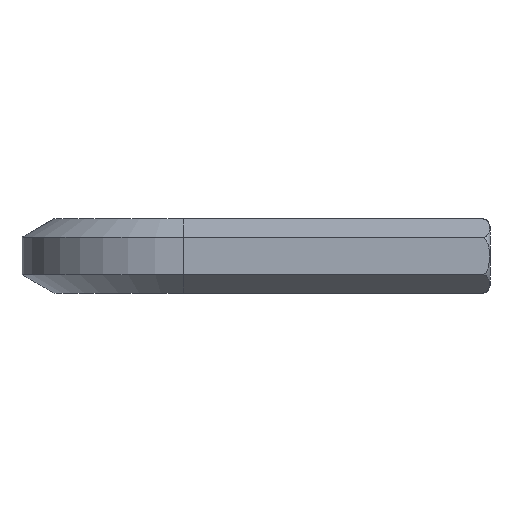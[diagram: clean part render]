
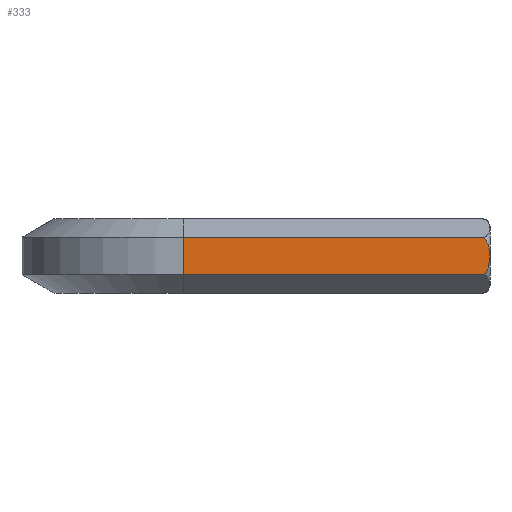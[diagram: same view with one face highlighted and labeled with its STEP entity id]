
A CAD part, left-side view. The second image highlights one B-rep face of the part: STEP entity #333.
In plain terms, the highlighted planar face has unit normal (-1, 0, 0).
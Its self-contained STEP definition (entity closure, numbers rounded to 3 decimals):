
#30=LINE('',#750,#54);
#41=LINE('',#782,#65);
#44=LINE('',#789,#68);
#54=VECTOR('',#423,10.);
#65=VECTOR('',#464,10.);
#68=VECTOR('',#475,10.);
#79=PLANE('',#388);
#101=FACE_OUTER_BOUND('',#123,.T.);
#123=EDGE_LOOP('',(#303,#304,#305,#306));
#137=B_SPLINE_CURVE_WITH_KNOTS('',3,(#707,#708,#709,#710,#711,#712,#713,
#714,#715,#716,#717,#718,#719,#720,#721,#722,#723,#724,#725),
 .UNSPECIFIED.,.F.,.F.,(4,2,2,2,3,2,2,2,4),(-0.127,-0.117,
-0.103,-0.082,0.,0.082,0.103,
0.117,0.127),.UNSPECIFIED.);
#165=VERTEX_POINT('',#686);
#166=VERTEX_POINT('',#706);
#168=VERTEX_POINT('',#748);
#174=VERTEX_POINT('',#781);
#196=EDGE_CURVE('',#166,#165,#137,.T.);
#200=EDGE_CURVE('',#165,#168,#30,.T.);
#216=EDGE_CURVE('',#174,#168,#41,.T.);
#220=EDGE_CURVE('',#166,#174,#44,.T.);
#303=ORIENTED_EDGE('',*,*,#196,.T.);
#304=ORIENTED_EDGE('',*,*,#200,.T.);
#305=ORIENTED_EDGE('',*,*,#216,.F.);
#306=ORIENTED_EDGE('',*,*,#220,.F.);
#333=ADVANCED_FACE('',(#101),#79,.T.);
#388=AXIS2_PLACEMENT_3D('',#788,#473,#474);
#423=DIRECTION('',(0.,1.,0.));
#464=DIRECTION('',(0.,0.,1.));
#473=DIRECTION('center_axis',(-1.,0.,0.));
#474=DIRECTION('ref_axis',(0.,0.,1.));
#475=DIRECTION('',(0.,1.,0.));
#686=CARTESIAN_POINT('',(-1.995,0.5,1.152));
#706=CARTESIAN_POINT('',(-1.995,0.5,-1.152));
#707=CARTESIAN_POINT('Ctrl Pts',(-1.995,0.5,-1.152));
#708=CARTESIAN_POINT('Ctrl Pts',(-1.995,0.465,-1.152));
#709=CARTESIAN_POINT('Ctrl Pts',(-1.995,0.423,-1.142));
#710=CARTESIAN_POINT('Ctrl Pts',(-1.995,0.35,-1.109));
#711=CARTESIAN_POINT('Ctrl Pts',(-1.995,0.307,-1.076));
#712=CARTESIAN_POINT('Ctrl Pts',(-1.995,0.228,-0.99));
#713=CARTESIAN_POINT('Ctrl Pts',(-1.995,0.186,-0.916));
#714=CARTESIAN_POINT('Ctrl Pts',(-1.995,0.053,-0.599));
#715=CARTESIAN_POINT('Ctrl Pts',(-1.995,0.038,-0.272));
#716=CARTESIAN_POINT('Ctrl Pts',(-1.995,0.038,0.));
#717=CARTESIAN_POINT('Ctrl Pts',(-1.995,0.038,0.272));
#718=CARTESIAN_POINT('Ctrl Pts',(-1.995,0.053,0.599));
#719=CARTESIAN_POINT('Ctrl Pts',(-1.995,0.186,0.916));
#720=CARTESIAN_POINT('Ctrl Pts',(-1.995,0.228,0.99));
#721=CARTESIAN_POINT('Ctrl Pts',(-1.995,0.307,1.076));
#722=CARTESIAN_POINT('Ctrl Pts',(-1.995,0.35,1.109));
#723=CARTESIAN_POINT('Ctrl Pts',(-1.995,0.423,1.142));
#724=CARTESIAN_POINT('Ctrl Pts',(-1.995,0.465,1.152));
#725=CARTESIAN_POINT('Ctrl Pts',(-1.995,0.5,1.152));
#748=CARTESIAN_POINT('',(-1.995,19.005,1.152));
#750=CARTESIAN_POINT('',(-1.995,0.,1.152));
#781=CARTESIAN_POINT('',(-1.995,19.005,-1.152));
#782=CARTESIAN_POINT('',(-1.995,19.005,1.152));
#788=CARTESIAN_POINT('Origin',(-1.995,0.,-1.152));
#789=CARTESIAN_POINT('',(-1.995,0.,-1.152));
